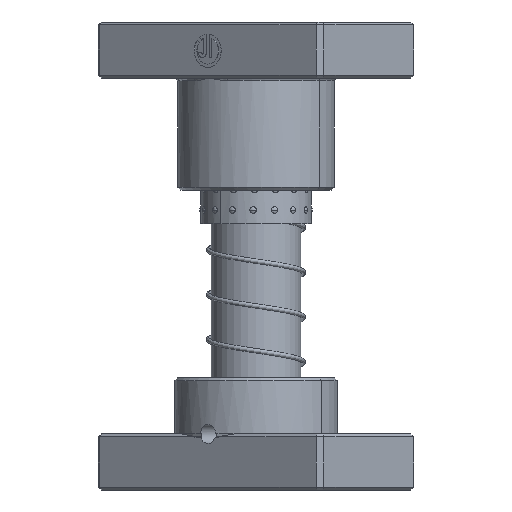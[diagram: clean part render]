
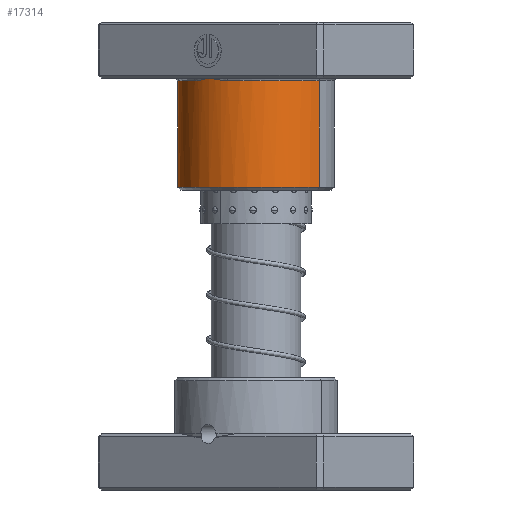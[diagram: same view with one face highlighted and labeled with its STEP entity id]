
A CAD part, front view. The second image highlights one B-rep face of the part: STEP entity #17314.
In plain terms, the highlighted cylindrical face has radius 28 mm (diameter 56 mm), a partial arc.
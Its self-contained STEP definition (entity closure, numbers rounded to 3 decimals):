
#666 = VERTEX_POINT ( 'NONE', #17225 ) ;
#1624 = EDGE_CURVE ( 'NONE', #666, #38046, #38704, .T. ) ;
#2739 = CARTESIAN_POINT ( 'NONE',  ( 0.304, 28., 20.058 ) ) ;
#2742 = DIRECTION ( 'NONE',  ( -1., 0., 0. ) ) ;
#4079 = DIRECTION ( 'NONE',  ( 0., 0., -1. ) ) ;
#4771 = EDGE_CURVE ( 'NONE', #666, #18765, #16951, .T. ) ;
#5111 = CARTESIAN_POINT ( 'NONE',  ( 28., 0., 59. ) ) ;
#5153 = CARTESIAN_POINT ( 'NONE',  ( -4.268, 27.68, 20.755 ) ) ;
#6578 = VERTEX_POINT ( 'NONE', #37180 ) ;
#6687 = ORIENTED_EDGE ( 'NONE', *, *, #28417, .T. ) ;
#6789 = CIRCLE ( 'NONE', #7042, 28. ) ;
#7042 = AXIS2_PLACEMENT_3D ( 'NONE', #26352, #7992, #29459 ) ;
#7270 = FACE_OUTER_BOUND ( 'NONE', #9065, .T. ) ;
#7372 = AXIS2_PLACEMENT_3D ( 'NONE', #22451, #4079, #25463 ) ;
#7736 = VERTEX_POINT ( 'NONE', #7888 ) ;
#7759 = VERTEX_POINT ( 'NONE', #35543 ) ;
#7888 = CARTESIAN_POINT ( 'NONE',  ( -7.289, 27.034, 21. ) ) ;
#7992 = DIRECTION ( 'NONE',  ( 0., 0., 1. ) ) ;
#8204 = CARTESIAN_POINT ( 'NONE',  ( -6.081, 27.339, 20.959 ) ) ;
#8387 = CARTESIAN_POINT ( 'NONE',  ( 0., 0., 21. ) ) ;
#8655 = CARTESIAN_POINT ( 'NONE',  ( -28., 0., 21. ) ) ;
#9065 = EDGE_LOOP ( 'NONE', ( #18683, #32607, #22091, #6687, #26826, #27790, #9133 ) ) ;
#9133 = ORIENTED_EDGE ( 'NONE', *, *, #1624, .F. ) ;
#10301 = AXIS2_PLACEMENT_3D ( 'NONE', #24147, #21086, #2742 ) ;
#10306 = DIRECTION ( 'NONE',  ( 0., 0., -1. ) ) ;
#11340 = CARTESIAN_POINT ( 'NONE',  ( -7.289, 27.034, 21. ) ) ;
#11510 = DIRECTION ( 'NONE',  ( 1., 0., 0. ) ) ;
#11763 = CIRCLE ( 'NONE', #30527, 28. ) ;
#11820 = CARTESIAN_POINT ( 'NONE',  ( 4.873, 27.58, 20.837 ) ) ;
#13486 = B_SPLINE_CURVE_WITH_KNOTS ( 'NONE', 3,
 ( #14315, #32648, #23519, #5153, #26564, #8204, #29684, #11340 ),
 .UNSPECIFIED., .F., .F.,
 ( 4, 2, 2, 4 ),
 ( 0., 0.004, 0.006, 0.007 ),
 .UNSPECIFIED. ) ;
#14315 = CARTESIAN_POINT ( 'NONE',  ( 0., 28., 20. ) ) ;
#14937 = CARTESIAN_POINT ( 'NONE',  ( 3.054, 27.84, 20.566 ) ) ;
#16951 = CIRCLE ( 'NONE', #7372, 28. ) ;
#17196 = CARTESIAN_POINT ( 'NONE',  ( 28., 0., 60. ) ) ;
#17225 = CARTESIAN_POINT ( 'NONE',  ( -28., 0., 59. ) ) ;
#17314 = ADVANCED_FACE ( 'NONE', ( #7270 ), #22663, .T. ) ;
#17985 = CARTESIAN_POINT ( 'NONE',  ( 1.529, 27.96, 20.291 ) ) ;
#18683 = ORIENTED_EDGE ( 'NONE', *, *, #4771, .T. ) ;
#18765 = VERTEX_POINT ( 'NONE', #5111 ) ;
#21081 = CARTESIAN_POINT ( 'NONE',  ( 0.611, 27.995, 20.118 ) ) ;
#21086 = DIRECTION ( 'NONE',  ( 0., 0., -1. ) ) ;
#21442 = VECTOR ( 'NONE', #10306, 1000. ) ;
#22091 = ORIENTED_EDGE ( 'NONE', *, *, #25962, .T. ) ;
#22451 = CARTESIAN_POINT ( 'NONE',  ( 0., 0., 59. ) ) ;
#22663 = CYLINDRICAL_SURFACE ( 'NONE', #10301, 28. ) ;
#23032 = VERTEX_POINT ( 'NONE', #26169 ) ;
#23519 = CARTESIAN_POINT ( 'NONE',  ( -2.448, 27.92, 20.472 ) ) ;
#23692 = CARTESIAN_POINT ( 'NONE',  ( -28., 0., 60. ) ) ;
#23794 = VECTOR ( 'NONE', #38655, 1000. ) ;
#24142 = CARTESIAN_POINT ( 'NONE',  ( 0., 28., 20. ) ) ;
#24147 = CARTESIAN_POINT ( 'NONE',  ( 0., 0., 60. ) ) ;
#24745 = LINE ( 'NONE', #17196, #23794 ) ;
#25463 = DIRECTION ( 'NONE',  ( 1., 0., 0. ) ) ;
#25563 = EDGE_CURVE ( 'NONE', #18765, #23032, #24745, .T. ) ;
#25962 = EDGE_CURVE ( 'NONE', #23032, #7759, #11763, .T. ) ;
#26093 = B_SPLINE_CURVE_WITH_KNOTS ( 'NONE', 3,
 ( #27046, #39324, #30179, #11820, #33286, #14937, #36373, #17985, #39456, #21081, #2739, #24142 ),
 .UNSPECIFIED., .F., .F.,
 ( 4, 2, 2, 2, 2, 4 ),
 ( 0., 0.002, 0.004, 0.006, 0.006, 0.007 ),
 .UNSPECIFIED. ) ;
#26169 = CARTESIAN_POINT ( 'NONE',  ( 28., 0., 21. ) ) ;
#26352 = CARTESIAN_POINT ( 'NONE',  ( 0., 0., 21. ) ) ;
#26564 = CARTESIAN_POINT ( 'NONE',  ( -4.873, 27.58, 20.837 ) ) ;
#26826 = ORIENTED_EDGE ( 'NONE', *, *, #35702, .T. ) ;
#27046 = CARTESIAN_POINT ( 'NONE',  ( 7.289, 27.034, 21. ) ) ;
#27790 = ORIENTED_EDGE ( 'NONE', *, *, #36773, .T. ) ;
#28417 = EDGE_CURVE ( 'NONE', #7759, #6578, #26093, .T. ) ;
#29459 = DIRECTION ( 'NONE',  ( 1., 0., 0. ) ) ;
#29684 = CARTESIAN_POINT ( 'NONE',  ( -6.685, 27.198, 21. ) ) ;
#29847 = DIRECTION ( 'NONE',  ( 0., 0., 1. ) ) ;
#30179 = CARTESIAN_POINT ( 'NONE',  ( 6.081, 27.339, 20.959 ) ) ;
#30527 = AXIS2_PLACEMENT_3D ( 'NONE', #8387, #29847, #11510 ) ;
#32607 = ORIENTED_EDGE ( 'NONE', *, *, #25563, .T. ) ;
#32648 = CARTESIAN_POINT ( 'NONE',  ( -1.223, 28., 20.235 ) ) ;
#33286 = CARTESIAN_POINT ( 'NONE',  ( 4.268, 27.68, 20.755 ) ) ;
#35543 = CARTESIAN_POINT ( 'NONE',  ( 7.289, 27.034, 21. ) ) ;
#35702 = EDGE_CURVE ( 'NONE', #6578, #7736, #13486, .T. ) ;
#36373 = CARTESIAN_POINT ( 'NONE',  ( 2.446, 27.9, 20.46 ) ) ;
#36773 = EDGE_CURVE ( 'NONE', #7736, #38046, #6789, .T. ) ;
#37180 = CARTESIAN_POINT ( 'NONE',  ( 0., 28., 20. ) ) ;
#38046 = VERTEX_POINT ( 'NONE', #8655 ) ;
#38655 = DIRECTION ( 'NONE',  ( 0., 0., -1. ) ) ;
#38704 = LINE ( 'NONE', #23692, #21442 ) ;
#39324 = CARTESIAN_POINT ( 'NONE',  ( 6.685, 27.198, 21. ) ) ;
#39456 = CARTESIAN_POINT ( 'NONE',  ( 1.223, 27.975, 20.234 ) ) ;
